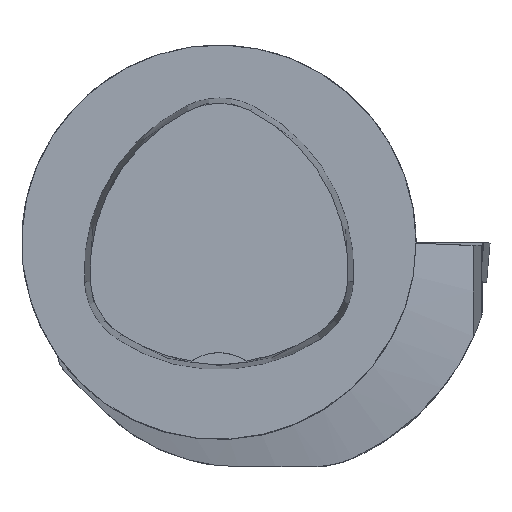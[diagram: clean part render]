
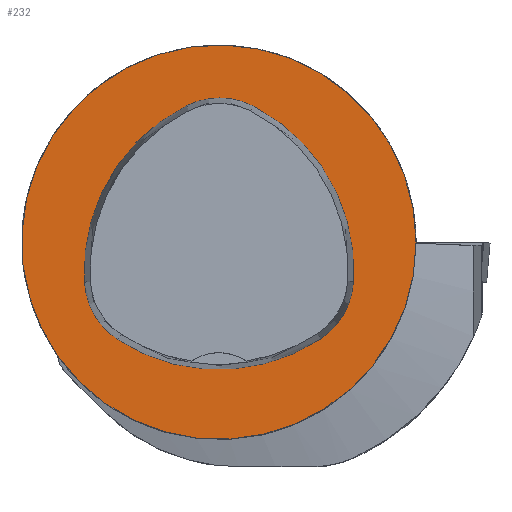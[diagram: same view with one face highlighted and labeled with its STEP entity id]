
A CAD part, top view. The second image highlights one B-rep face of the part: STEP entity #232.
In plain terms, the highlighted planar face has unit normal (0, 0, 1).
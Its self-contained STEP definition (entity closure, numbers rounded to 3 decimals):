
#232=ADVANCED_FACE('',(#460,#461),#281,.T.);
#281=PLANE('',#1330);
#460=FACE_BOUND('',#513,.T.);
#461=FACE_BOUND('',#514,.T.);
#513=EDGE_LOOP('',(#728,#729,#730,#731,#732,#733));
#514=EDGE_LOOP('',(#734));
#728=ORIENTED_EDGE('',*,*,#1080,.F.);
#729=ORIENTED_EDGE('',*,*,#1075,.F.);
#730=ORIENTED_EDGE('',*,*,#1070,.F.);
#731=ORIENTED_EDGE('',*,*,#1067,.F.);
#732=ORIENTED_EDGE('',*,*,#1064,.F.);
#733=ORIENTED_EDGE('',*,*,#1060,.F.);
#734=ORIENTED_EDGE('',*,*,#1027,.T.);
#910=VERTEX_POINT('',#1947);
#938=VERTEX_POINT('',#2057);
#939=VERTEX_POINT('',#2058);
#942=VERTEX_POINT('',#2066);
#944=VERTEX_POINT('',#2072);
#946=VERTEX_POINT('',#2078);
#950=VERTEX_POINT('',#2091);
#1027=EDGE_CURVE('',#910,#910,#1135,.T.);
#1060=EDGE_CURVE('',#938,#939,#1141,.T.);
#1064=EDGE_CURVE('',#939,#942,#1143,.T.);
#1067=EDGE_CURVE('',#942,#944,#1145,.T.);
#1070=EDGE_CURVE('',#944,#946,#1147,.T.);
#1075=EDGE_CURVE('',#946,#950,#1150,.T.);
#1080=EDGE_CURVE('',#950,#938,#1153,.T.);
#1135=CIRCLE('',#1291,16.);
#1141=CIRCLE('',#1308,15.);
#1143=CIRCLE('',#1311,6.);
#1145=CIRCLE('',#1314,15.);
#1147=CIRCLE('',#1317,6.);
#1150=CIRCLE('',#1321,15.);
#1153=CIRCLE('',#1325,6.);
#1291=AXIS2_PLACEMENT_3D('',#1946,#1516,#1517);
#1308=AXIS2_PLACEMENT_3D('',#2056,#1560,#1561);
#1311=AXIS2_PLACEMENT_3D('',#2065,#1568,#1569);
#1314=AXIS2_PLACEMENT_3D('',#2071,#1575,#1576);
#1317=AXIS2_PLACEMENT_3D('',#2077,#1582,#1583);
#1321=AXIS2_PLACEMENT_3D('',#2090,#1591,#1592);
#1325=AXIS2_PLACEMENT_3D('',#2103,#1600,#1601);
#1330=AXIS2_PLACEMENT_3D('',#2108,#1610,#1611);
#1516=DIRECTION('',(0.,0.,1.));
#1517=DIRECTION('',(1.,0.,0.));
#1560=DIRECTION('',(0.,0.,1.));
#1561=DIRECTION('',(1.,0.,0.));
#1568=DIRECTION('',(0.,0.,1.));
#1569=DIRECTION('',(1.,0.,0.));
#1575=DIRECTION('',(0.,0.,1.));
#1576=DIRECTION('',(1.,0.,0.));
#1582=DIRECTION('',(0.,0.,1.));
#1583=DIRECTION('',(1.,0.,0.));
#1591=DIRECTION('',(0.,0.,1.));
#1592=DIRECTION('',(1.,0.,0.));
#1600=DIRECTION('',(0.,0.,1.));
#1601=DIRECTION('',(1.,0.,0.));
#1610=DIRECTION('',(0.,0.,1.));
#1611=DIRECTION('',(-1.,0.,0.));
#1946=CARTESIAN_POINT('',(0.,0.,0.));
#1947=CARTESIAN_POINT('',(16.,0.,0.));
#2056=CARTESIAN_POINT('',(-4.048,-2.316,0.));
#2057=CARTESIAN_POINT('',(10.926,-3.206,0.));
#2058=CARTESIAN_POINT('',(2.774,11.043,0.));
#2065=CARTESIAN_POINT('',(0.045,5.7,0.));
#2066=CARTESIAN_POINT('',(-2.638,11.066,0.));
#2071=CARTESIAN_POINT('',(4.07,-2.35,0.));
#2072=CARTESIAN_POINT('',(-10.903,-3.249,0.));
#2077=CARTESIAN_POINT('',(-4.914,-2.889,0.));
#2078=CARTESIAN_POINT('',(-8.177,-7.924,0.));
#2090=CARTESIAN_POINT('',(-0.019,4.663,0.));
#2091=CARTESIAN_POINT('',(8.24,-7.859,0.));
#2103=CARTESIAN_POINT('',(4.936,-2.85,0.));
#2108=CARTESIAN_POINT('',(0.,0.,0.));
